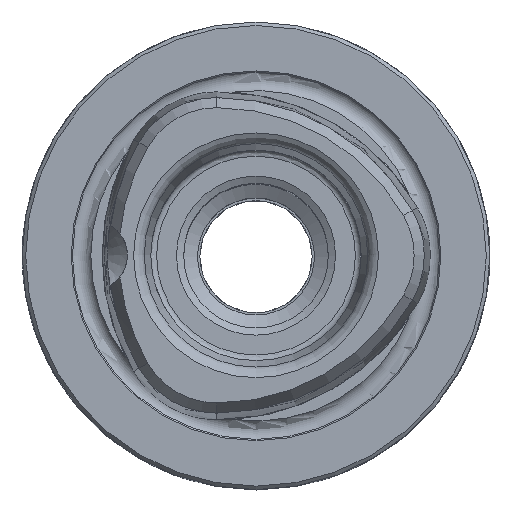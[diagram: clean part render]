
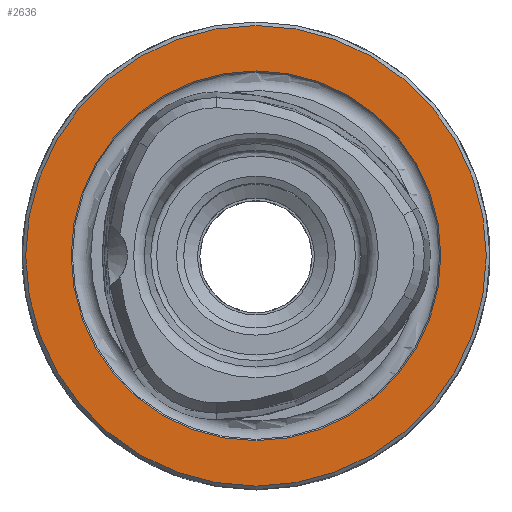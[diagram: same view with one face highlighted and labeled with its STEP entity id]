
A CAD part, top view. The second image highlights one B-rep face of the part: STEP entity #2636.
In plain terms, the highlighted planar face has unit normal (0, 0, 1).
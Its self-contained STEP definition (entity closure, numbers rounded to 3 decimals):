
#211=PLANE('',#2832);
#426=ORIENTED_EDGE('',*,*,#777,.T.);
#427=ORIENTED_EDGE('',*,*,#833,.F.);
#777=EDGE_CURVE('',#1003,#1003,#1167,.T.);
#833=EDGE_CURVE('',#1044,#1044,#1172,.T.);
#1003=VERTEX_POINT('',#3669);
#1044=VERTEX_POINT('',#3880);
#1167=CIRCLE('',#2795,19.7);
#1172=CIRCLE('',#2833,15.814);
#1327=EDGE_LOOP('',(#426));
#1328=EDGE_LOOP('',(#427));
#1523=FACE_BOUND('',#1327,.T.);
#1524=FACE_BOUND('',#1328,.T.);
#2636=ADVANCED_FACE('',(#1523,#1524),#211,.T.);
#2795=AXIS2_PLACEMENT_3D('',#3668,#3139,#3140);
#2832=AXIS2_PLACEMENT_3D('',#3878,#3237,#3238);
#2833=AXIS2_PLACEMENT_3D('',#3879,#3239,#3240);
#3139=DIRECTION('',(0.,0.,1.));
#3140=DIRECTION('',(1.,0.,0.));
#3237=DIRECTION('',(0.,0.,1.));
#3238=DIRECTION('',(1.,0.,0.));
#3239=DIRECTION('',(0.,0.,1.));
#3240=DIRECTION('',(1.,0.,0.));
#3668=CARTESIAN_POINT('',(0.,0.,0.));
#3669=CARTESIAN_POINT('',(19.7,0.,0.));
#3878=CARTESIAN_POINT('',(15.5,0.,0.));
#3879=CARTESIAN_POINT('',(0.,0.,0.));
#3880=CARTESIAN_POINT('',(15.814,0.,0.));
